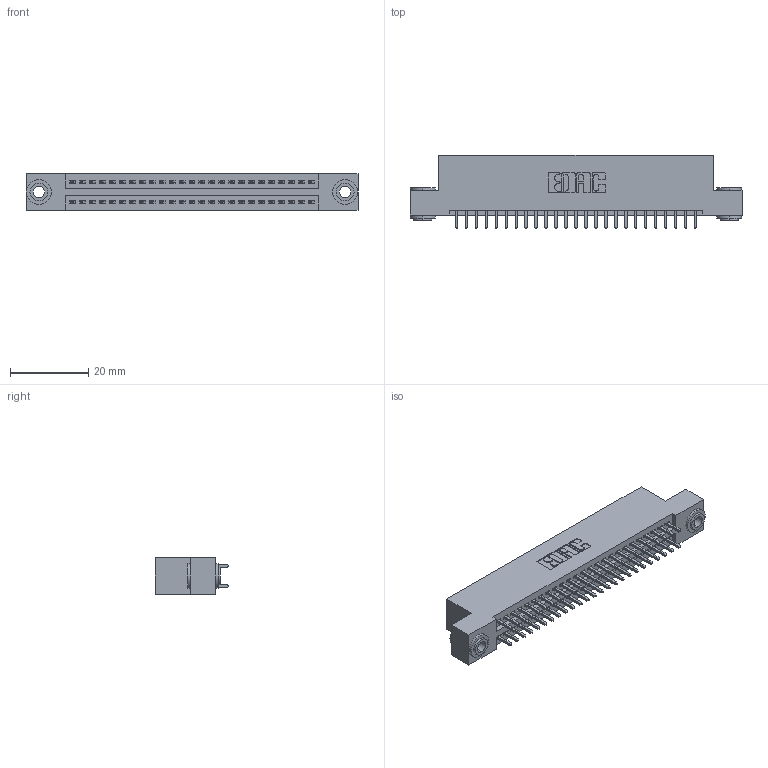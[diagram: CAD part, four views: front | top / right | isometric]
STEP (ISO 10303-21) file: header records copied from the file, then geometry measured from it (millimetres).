
FILE_DESCRIPTION (( 'STEP AP203' ), '1' );
FILE_NAME ('345-050-521-203.STEP', '2018-09-14T03:39:44', ( '' ), ( '' ), 'SwSTEP 2.0', 'SolidWorks 2016', '' );
FILE_SCHEMA (( 'CONFIG_CONTROL_DESIGN' ));
Length unit declared in the file: inch
Products named in the file (4): 345 Part_Flush Mounting Lugs - 0.156 Dia-TH; 345-292-001_345-293-121; 345-250-002_345-250-002-102; 345-050-521-203
Assembly tree (53 placements, depth 2):
  345-050-521-203
    345 Part_Flush Mounting Lugs - 0.156 Dia-TH
    345-292-001_345-293-121  x50
    345-250-002_345-250-002-102  x2
Bounding box: 84.71 x 18.72 x 9.4 mm (x, y, z)
Volume: 8069.9 mm3; surface area: 11671.5 mm2
Topology: 53 solids, 53 shells, 2664 faces, 7867 edges, 5174 vertices
Faces by surface type: plane 1740, cylinder 916, cone 8
Entity records: 22572 total; most frequent: CARTESIAN_POINT 3775, ORIENTED_EDGE 3702, DIRECTION 3381, EDGE_CURVE 1851, LINE 1595, VECTOR 1595, VERTEX_POINT 1230, AXIS2_PLACEMENT_3D 893
